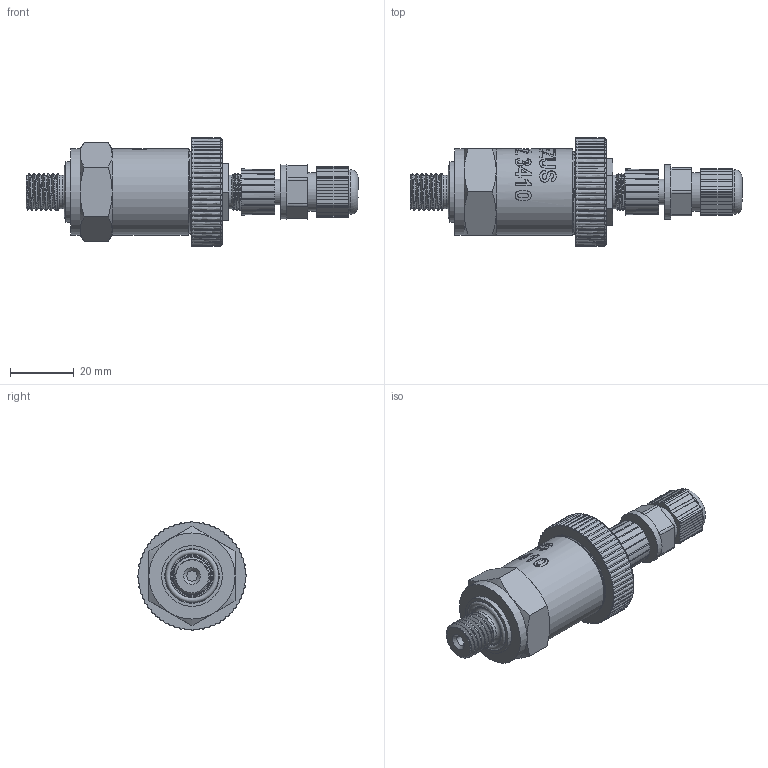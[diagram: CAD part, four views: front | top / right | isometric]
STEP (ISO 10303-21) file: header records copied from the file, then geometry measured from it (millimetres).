
FILE_DESCRIPTION(/* description */ (''),/* implementation_level */ '2;1');
FILE_NAME(/* name */ 'APZ3410_10_M12x1-straight.step',/* time_stamp */ '2021-06-17T12:47:14+03:00',/* author */ (''),/* organization */ (''),/* preprocessor_version */ 'ST-DEVELOPER v18.1',/* originating_system */ 'Autodesk Translation Framework v10.9.0.1377',/* authorisation */ '');
FILE_SCHEMA (('AUTOMOTIVE_DESIGN { 1 0 10303 214 3 1 1 }'));
Products named in the file (6): APZ3410_x_y; OMAL nut M27x1.5 v8; M12x1 male v16; Ш100.000.002 v4; M12x1 female straight v9; M12x1,5 DIN
Assembly tree (5 placements, depth 2):
  APZ3410_x_y
    OMAL nut M27x1.5 v8
    M12x1 male v16
    Ш100.000.002 v4
    M12x1 female straight v9
    M12x1,5 DIN
Bounding box: 104.05 x 34 x 34 mm (x, y, z)
Volume: 39764.4 mm3; surface area: 18006.1 mm2
Topology: 17 solids, 17 shells, 920 faces, 2552 edges, 1707 vertices
Faces by surface type: bspline 450, plane 262, cylinder 149, cone 48, torus 11
Full cylindrical faces by diameter (mm): 1 x12, 1.5 x4, 3.3 x1, 7.3 x1, 8 x3, 8.2 x1, 10.137 x6, 10.293 x1, 10.5 x1, 10.6 x2, 10.741 x6, 11.85 x6, 11.884 x5, 12 x1, 13.5 x1, 14 x2, 14.137 x4, 14.526 x3, 15.85 x3, 16.203 x3, 16.7 x1, 17 x1, 19 x1, 21.4 x2, 22.3 x1, 24.5 x1, 25.132 x4, 25.526 x4, 26.85 x3, 27 x2
Entity records: 51898 total; most frequent: CARTESIAN_POINT 31803, ORIENTED_EDGE 5104, EDGE_CURVE 2552, DIRECTION 2546, VERTEX_POINT 1707, B_SPLINE_CURVE_WITH_KNOTS 1200, EDGE_LOOP 979, LINE 952
